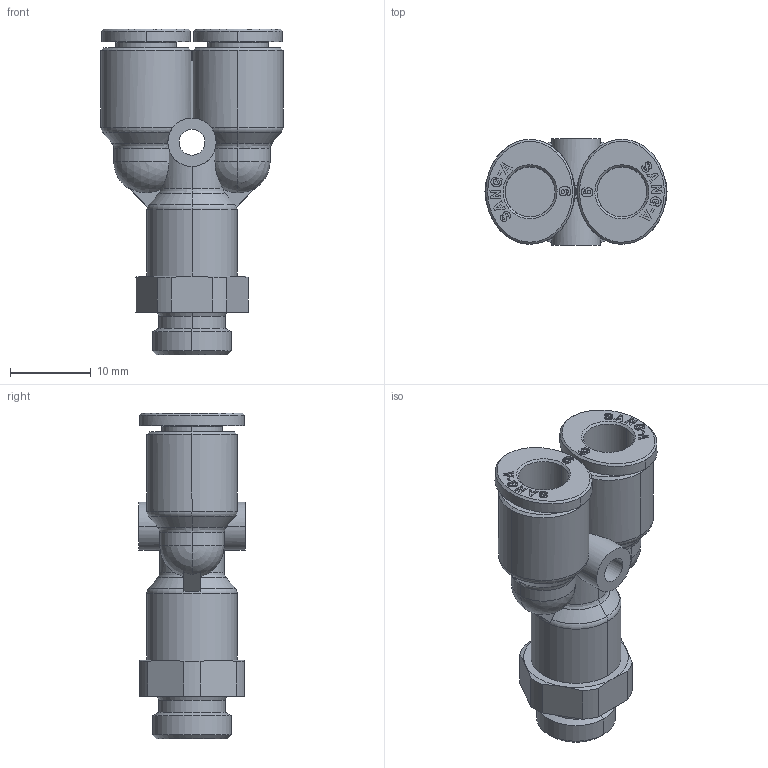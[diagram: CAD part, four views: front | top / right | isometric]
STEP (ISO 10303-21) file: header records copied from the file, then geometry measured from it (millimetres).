
FILE_DESCRIPTION((''),'2;1');
FILE_NAME('GPWT_06G01(3D).stp','2012-12-27T19:34:36',(''),(''),'Mechanical Desktop.R8.0.24.0','Mechanical Desktop.R8.0.24.0',', , ');
FILE_SCHEMA(('CONFIG_CONTROL_DESIGN'));
Length unit declared in the file: millimetre
Products named in the file (2): GPWT_06G01(3D); ºÎÇ°1
Assembly tree (1 placements, depth 2):
  GPWT_06G01(3D)
    ºÎÇ°1
Bounding box: 22.6 x 13.2 x 40.45 mm (x, y, z)
Volume: 4221 mm3; surface area: 3722.3 mm2
Topology: 1 solids, 1 shells, 539 faces, 1478 edges, 965 vertices
Faces by surface type: plane 358, bspline 69, cylinder 63, cone 33, torus 11, sphere 5
Entity records: 19119 total; most frequent: CARTESIAN_POINT 5532, ORIENTED_EDGE 2944, DIRECTION 2628, EDGE_CURVE 1472, VECTOR 1088, LINE 1088, VERTEX_POINT 965, AXIS2_PLACEMENT_3D 770
